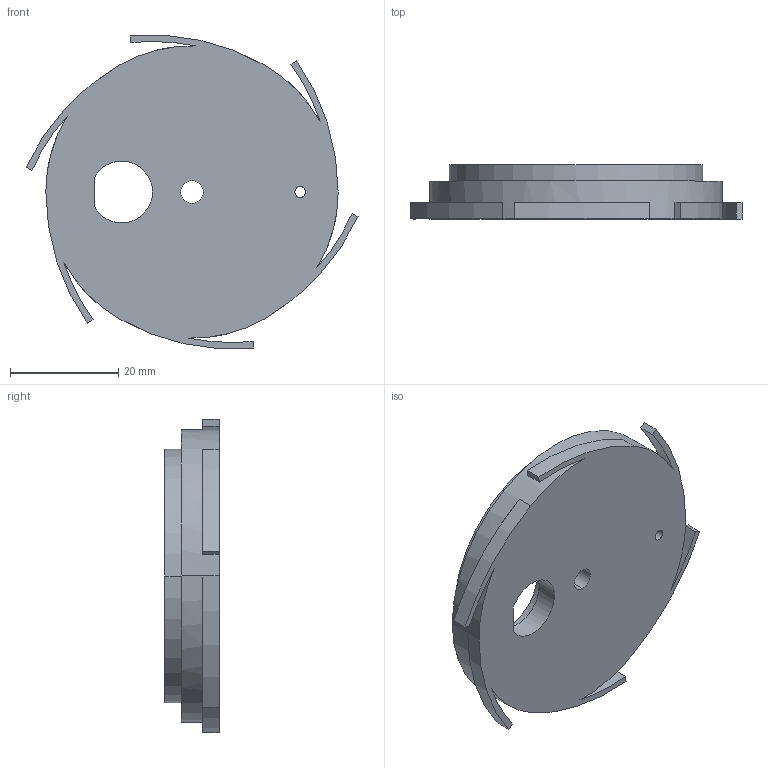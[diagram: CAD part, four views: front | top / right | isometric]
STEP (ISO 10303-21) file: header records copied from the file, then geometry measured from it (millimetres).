
FILE_DESCRIPTION (( 'STEP AP214' ), '1' );
FILE_NAME ('PAB2_base_spring_top.STEP', '2022-09-26T17:12:54', ( '' ), ( '' ), 'SwSTEP 2.0', 'SolidWorks 2021', '' );
FILE_SCHEMA (( 'AUTOMOTIVE_DESIGN' ));
Length unit declared in the file: millimetre
Products named in the file (1): PAB2_base_spring_top
Bounding box: 61.33 x 10 x 57.86 mm (x, y, z)
Volume: 15957.8 mm3; surface area: 7520 mm2
Topology: 1 solids, 1 shells, 44 faces, 115 edges, 76 vertices
Faces by surface type: cylinder 26, plane 18
Entity records: 1431 total; most frequent: DIRECTION 267, CARTESIAN_POINT 236, ORIENTED_EDGE 230, EDGE_CURVE 115, AXIS2_PLACEMENT_3D 107, VERTEX_POINT 76, CIRCLE 62, LINE 53
